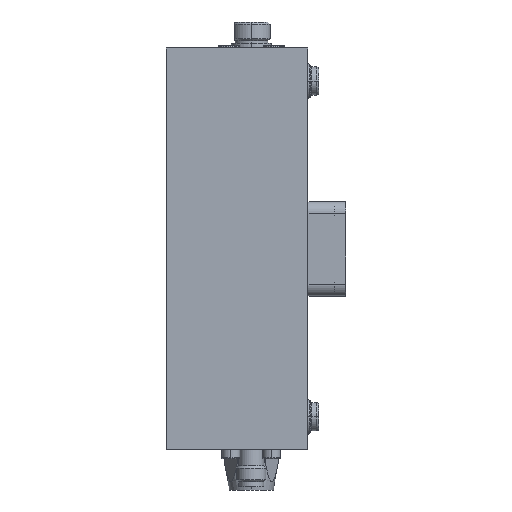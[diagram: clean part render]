
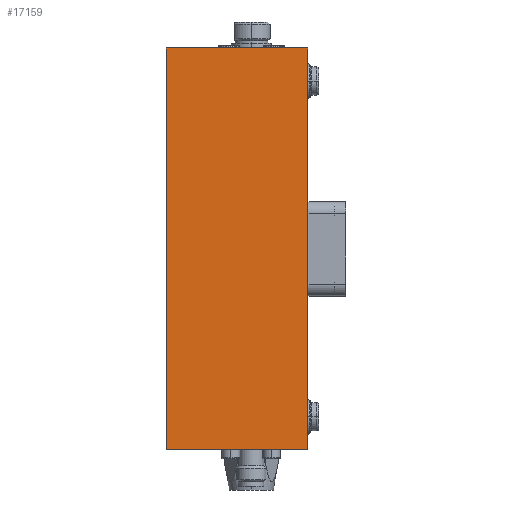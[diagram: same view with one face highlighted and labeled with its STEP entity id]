
A CAD part, left-side view. The second image highlights one B-rep face of the part: STEP entity #17159.
In plain terms, the highlighted planar face has unit normal (-1, 0, 0).
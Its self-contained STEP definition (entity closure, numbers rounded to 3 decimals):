
#821 = EDGE_CURVE ( 'NONE', #85538, #3848, #149137, .T. ) ;
#3848 = VERTEX_POINT ( 'NONE', #37816 ) ;
#6123 = CARTESIAN_POINT ( 'NONE',  ( -38.495, 13.769, -42.458 ) ) ;
#6607 = CARTESIAN_POINT ( 'NONE',  ( -38.495, 13.769, 42.542 ) ) ;
#9886 = ORIENTED_EDGE ( 'NONE', *, *, #68329, .T. ) ;
#17159 = ADVANCED_FACE ( 'NONE', ( #141252 ), #145767, .F. ) ;
#20376 = VECTOR ( 'NONE', #128990, 1000. ) ;
#22344 = VECTOR ( 'NONE', #32146, 1000. ) ;
#24813 = CARTESIAN_POINT ( 'NONE',  ( -38.495, 13.769, -42.458 ) ) ;
#28465 = ORIENTED_EDGE ( 'NONE', *, *, #132354, .F. ) ;
#32146 = DIRECTION ( 'NONE',  ( 0., 0., 1. ) ) ;
#37816 = CARTESIAN_POINT ( 'NONE',  ( -38.495, -16.231, 42.542 ) ) ;
#41485 = CARTESIAN_POINT ( 'NONE',  ( -38.495, 13.769, -42.458 ) ) ;
#53239 = DIRECTION ( 'NONE',  ( 0., 0., -1. ) ) ;
#68329 = EDGE_CURVE ( 'NONE', #80863, #3848, #80302, .T. ) ;
#80302 = LINE ( 'NONE', #123186, #138455 ) ;
#80863 = VERTEX_POINT ( 'NONE', #133318 ) ;
#84310 = ORIENTED_EDGE ( 'NONE', *, *, #101483, .T. ) ;
#84794 = EDGE_LOOP ( 'NONE', ( #9886, #132509, #28465, #84310 ) ) ;
#85538 = VERTEX_POINT ( 'NONE', #146623 ) ;
#87278 = VECTOR ( 'NONE', #135263, 1000. ) ;
#101483 = EDGE_CURVE ( 'NONE', #123353, #80863, #109511, .T. ) ;
#109511 = LINE ( 'NONE', #24813, #20376 ) ;
#111052 = DIRECTION ( 'NONE',  ( 0., 0., 1. ) ) ;
#113916 = AXIS2_PLACEMENT_3D ( 'NONE', #41485, #122799, #53239 ) ;
#122799 = DIRECTION ( 'NONE',  ( 1., 0., 0. ) ) ;
#123186 = CARTESIAN_POINT ( 'NONE',  ( -38.495, -16.231, -42.458 ) ) ;
#123353 = VERTEX_POINT ( 'NONE', #6123 ) ;
#125098 = CARTESIAN_POINT ( 'NONE',  ( -38.495, 13.769, -42.458 ) ) ;
#128990 = DIRECTION ( 'NONE',  ( 0., -1., 0. ) ) ;
#132354 = EDGE_CURVE ( 'NONE', #123353, #85538, #146089, .T. ) ;
#132509 = ORIENTED_EDGE ( 'NONE', *, *, #821, .F. ) ;
#133318 = CARTESIAN_POINT ( 'NONE',  ( -38.495, -16.231, -42.458 ) ) ;
#135263 = DIRECTION ( 'NONE',  ( 0., -1., 0. ) ) ;
#138455 = VECTOR ( 'NONE', #111052, 1000. ) ;
#141252 = FACE_OUTER_BOUND ( 'NONE', #84794, .T. ) ;
#145767 = PLANE ( 'NONE',  #113916 ) ;
#146089 = LINE ( 'NONE', #125098, #22344 ) ;
#146623 = CARTESIAN_POINT ( 'NONE',  ( -38.495, 13.769, 42.542 ) ) ;
#149137 = LINE ( 'NONE', #6607, #87278 ) ;
